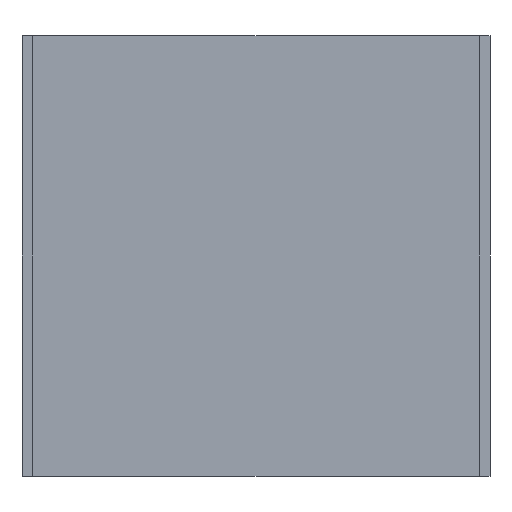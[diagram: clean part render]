
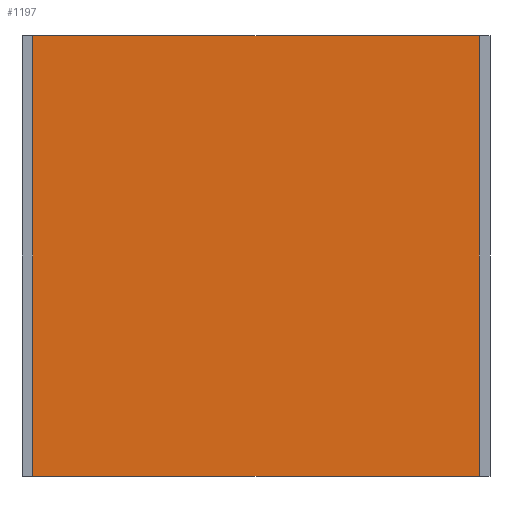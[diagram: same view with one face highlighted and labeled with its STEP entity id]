
A CAD part, front view. The second image highlights one B-rep face of the part: STEP entity #1197.
In plain terms, the highlighted planar face has unit normal (0, -1, 0).
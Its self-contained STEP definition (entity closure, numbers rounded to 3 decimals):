
#71=FACE_OUTER_BOUND('',#129,.T.);
#129=EDGE_LOOP('',(#1023,#1024,#1025,#1026));
#131=LINE('',#1570,#299);
#187=LINE('',#1682,#355);
#297=LINE('',#1901,#465);
#298=LINE('',#1903,#466);
#299=VECTOR('',#1284,10.);
#355=VECTOR('',#1342,10.);
#465=VECTOR('',#1560,10.);
#466=VECTOR('',#1563,10.);
#467=VERTEX_POINT('',#1568);
#468=VERTEX_POINT('',#1569);
#523=VERTEX_POINT('',#1681);
#578=VERTEX_POINT('',#1899);
#579=EDGE_CURVE('',#467,#468,#131,.T.);
#635=EDGE_CURVE('',#523,#468,#187,.T.);
#745=EDGE_CURVE('',#467,#578,#297,.T.);
#746=EDGE_CURVE('',#523,#578,#298,.T.);
#1023=ORIENTED_EDGE('',*,*,#745,.T.);
#1024=ORIENTED_EDGE('',*,*,#746,.F.);
#1025=ORIENTED_EDGE('',*,*,#635,.T.);
#1026=ORIENTED_EDGE('',*,*,#579,.F.);
#1139=PLANE('',#1278);
#1197=ADVANCED_FACE('',(#71),#1139,.T.);
#1278=AXIS2_PLACEMENT_3D('',#1902,#1561,#1562);
#1284=DIRECTION('',(-1.,0.,0.));
#1342=DIRECTION('',(0.,0.,-1.));
#1560=DIRECTION('',(0.,0.,1.));
#1561=DIRECTION('center_axis',(0.,-1.,0.));
#1562=DIRECTION('ref_axis',(1.,0.,0.));
#1563=DIRECTION('',(1.,0.,0.));
#1568=CARTESIAN_POINT('',(22.5,0.,-22.2));
#1569=CARTESIAN_POINT('',(-22.5,0.,-22.2));
#1570=CARTESIAN_POINT('',(-22.5,0.,-22.2));
#1681=CARTESIAN_POINT('',(-22.5,0.,22.2));
#1682=CARTESIAN_POINT('',(-22.5,0.,0.));
#1899=CARTESIAN_POINT('',(22.5,0.,22.2));
#1901=CARTESIAN_POINT('',(22.5,0.,0.));
#1902=CARTESIAN_POINT('Origin',(-22.5,0.,0.));
#1903=CARTESIAN_POINT('',(-22.5,0.,22.2));
